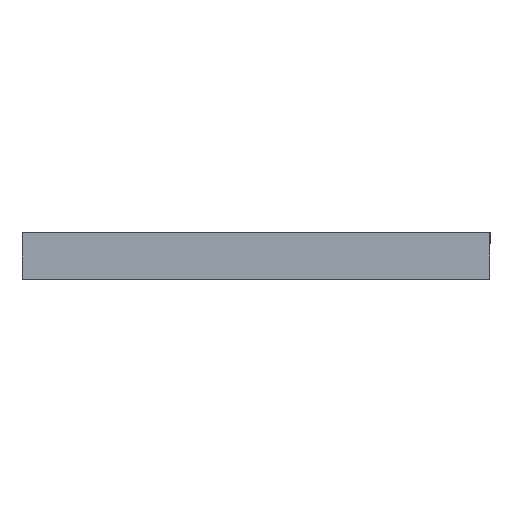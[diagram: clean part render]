
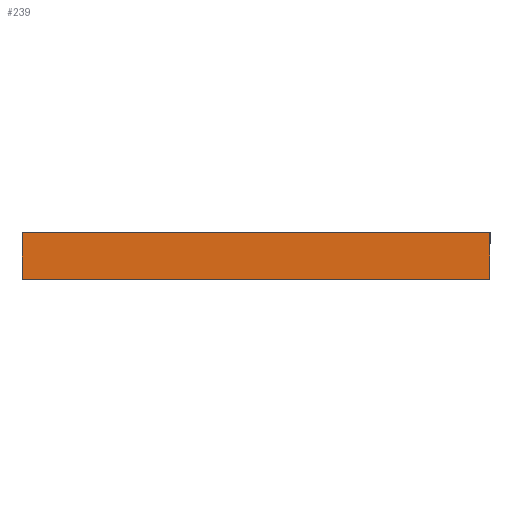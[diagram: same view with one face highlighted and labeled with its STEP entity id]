
A CAD part, left-side view. The second image highlights one B-rep face of the part: STEP entity #239.
In plain terms, the highlighted planar face has unit normal (-1, 0, 0).
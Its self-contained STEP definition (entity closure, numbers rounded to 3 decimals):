
#1 = DIRECTION ( 'NONE',  ( 0., -1., 0. ) ) ;
#6 = LINE ( 'NONE', #37, #324 ) ;
#24 = EDGE_CURVE ( 'NONE', #73, #159, #45, .T. ) ;
#34 = DIRECTION ( 'NONE',  ( 0., 1., 0. ) ) ;
#37 = CARTESIAN_POINT ( 'NONE',  ( -135., 100., 20. ) ) ;
#41 = ORIENTED_EDGE ( 'NONE', *, *, #24, .F. ) ;
#45 = LINE ( 'NONE', #226, #309 ) ;
#52 = CARTESIAN_POINT ( 'NONE',  ( -135., -100., 0. ) ) ;
#53 = AXIS2_PLACEMENT_3D ( 'NONE', #156, #111, #34 ) ;
#58 = DIRECTION ( 'NONE',  ( 0., 0., -1. ) ) ;
#60 = FACE_OUTER_BOUND ( 'NONE', #87, .T. ) ;
#73 = VERTEX_POINT ( 'NONE', #77 ) ;
#77 = CARTESIAN_POINT ( 'NONE',  ( -135., -100., 20. ) ) ;
#81 = DIRECTION ( 'NONE',  ( 0., -1., 0. ) ) ;
#87 = EDGE_LOOP ( 'NONE', ( #225, #41, #247, #93 ) ) ;
#93 = ORIENTED_EDGE ( 'NONE', *, *, #214, .T. ) ;
#99 = EDGE_CURVE ( 'NONE', #199, #73, #130, .T. ) ;
#106 = LINE ( 'NONE', #316, #217 ) ;
#111 = DIRECTION ( 'NONE',  ( 1., 0., 0. ) ) ;
#130 = LINE ( 'NONE', #312, #166 ) ;
#156 = CARTESIAN_POINT ( 'NONE',  ( -135., -100., 20. ) ) ;
#159 = VERTEX_POINT ( 'NONE', #52 ) ;
#166 = VECTOR ( 'NONE', #1, 1000. ) ;
#169 = VERTEX_POINT ( 'NONE', #310 ) ;
#174 = DIRECTION ( 'NONE',  ( 0., 0., -1. ) ) ;
#199 = VERTEX_POINT ( 'NONE', #206 ) ;
#206 = CARTESIAN_POINT ( 'NONE',  ( -135., 100., 20. ) ) ;
#210 = PLANE ( 'NONE',  #53 ) ;
#214 = EDGE_CURVE ( 'NONE', #199, #169, #6, .T. ) ;
#217 = VECTOR ( 'NONE', #81, 1000. ) ;
#225 = ORIENTED_EDGE ( 'NONE', *, *, #315, .T. ) ;
#226 = CARTESIAN_POINT ( 'NONE',  ( -135., -100., 20. ) ) ;
#239 = ADVANCED_FACE ( 'NONE', ( #60 ), #210, .F. ) ;
#247 = ORIENTED_EDGE ( 'NONE', *, *, #99, .F. ) ;
#309 = VECTOR ( 'NONE', #174, 1000. ) ;
#310 = CARTESIAN_POINT ( 'NONE',  ( -135., 100., 0. ) ) ;
#312 = CARTESIAN_POINT ( 'NONE',  ( -135., -100., 20. ) ) ;
#315 = EDGE_CURVE ( 'NONE', #169, #159, #106, .T. ) ;
#316 = CARTESIAN_POINT ( 'NONE',  ( -135., -100., 0. ) ) ;
#324 = VECTOR ( 'NONE', #58, 1000. ) ;
